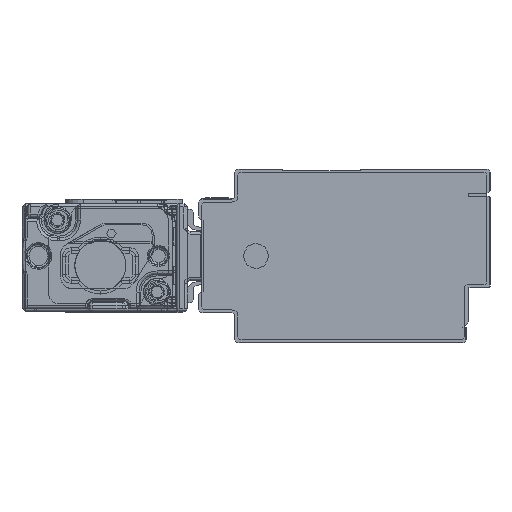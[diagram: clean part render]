
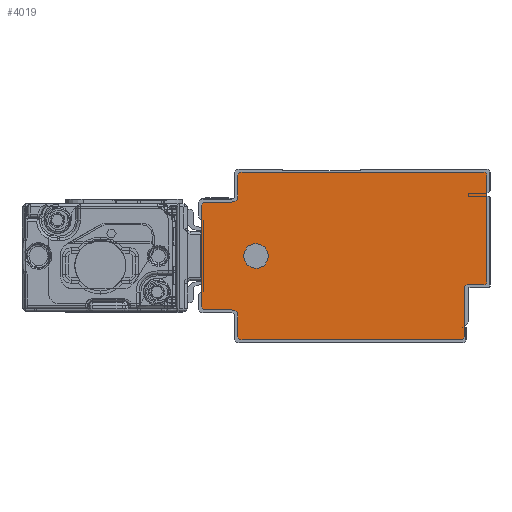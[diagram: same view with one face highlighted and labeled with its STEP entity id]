
A CAD part, left-side view. The second image highlights one B-rep face of the part: STEP entity #4019.
In plain terms, the highlighted planar face has unit normal (-1, 0, 0).
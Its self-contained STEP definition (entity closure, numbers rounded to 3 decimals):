
#1739=AXIS2_PLACEMENT_3D('Circle Axis2P3D',#1737,#1738,$) ;
#1777=AXIS2_PLACEMENT_3D('Circle Axis2P3D',#1775,#1776,$) ;
#1815=AXIS2_PLACEMENT_3D('Circle Axis2P3D',#1813,#1814,$) ;
#1853=AXIS2_PLACEMENT_3D('Circle Axis2P3D',#1851,#1852,$) ;
#3889=AXIS2_PLACEMENT_3D('Circle Axis2P3D',#3887,#3888,$) ;
#3909=AXIS2_PLACEMENT_3D('Plane Axis2P3D',#3906,#3907,#3908) ;
#3913=AXIS2_PLACEMENT_3D('Circle Axis2P3D',#3911,#3912,$) ;
#3927=AXIS2_PLACEMENT_3D('Circle Axis2P3D',#3925,#3926,$) ;
#3941=AXIS2_PLACEMENT_3D('Circle Axis2P3D',#3939,#3940,$) ;
#3955=AXIS2_PLACEMENT_3D('Circle Axis2P3D',#3953,#3954,$) ;
#3969=AXIS2_PLACEMENT_3D('Circle Axis2P3D',#3967,#3968,$) ;
#4003=AXIS2_PLACEMENT_3D('Circle Axis2P3D',#4001,#4002,$) ;
#4012=AXIS2_PLACEMENT_3D('Circle Axis2P3D',#4010,#4011,$) ;
#1695=CARTESIAN_POINT('Line Origine',(-2575.5,-3.5,19.1)) ;
#1699=CARTESIAN_POINT('Vertex',(-2575.5,-3.5,28.)) ;
#1701=CARTESIAN_POINT('Vertex',(-2575.5,-3.5,10.2)) ;
#1737=CARTESIAN_POINT('Axis2P3D Location',(-2575.5,-3.,28.)) ;
#1741=CARTESIAN_POINT('Vertex',(-2575.5,-3.,28.5)) ;
#1756=CARTESIAN_POINT('Line Origine',(-2575.5,17.25,28.5)) ;
#1760=CARTESIAN_POINT('Vertex',(-2575.5,37.5,28.5)) ;
#1775=CARTESIAN_POINT('Axis2P3D Location',(-2575.5,37.5,28.)) ;
#1779=CARTESIAN_POINT('Vertex',(-2575.5,38.,28.)) ;
#1794=CARTESIAN_POINT('Line Origine',(-2575.5,38.,26.25)) ;
#1798=CARTESIAN_POINT('Vertex',(-2575.5,38.,24.5)) ;
#1813=CARTESIAN_POINT('Axis2P3D Location',(-2575.5,39.,24.5)) ;
#1817=CARTESIAN_POINT('Vertex',(-2575.5,39.,23.5)) ;
#1832=CARTESIAN_POINT('Line Origine',(-2575.5,41.25,23.5)) ;
#1836=CARTESIAN_POINT('Vertex',(-2575.5,43.5,23.5)) ;
#1851=CARTESIAN_POINT('Axis2P3D Location',(-2575.5,43.5,23.)) ;
#1855=CARTESIAN_POINT('Vertex',(-2575.5,44.,23.)) ;
#1870=CARTESIAN_POINT('Line Origine',(-2575.5,44.,14.5)) ;
#1874=CARTESIAN_POINT('Vertex',(-2575.5,44.,6.)) ;
#3887=CARTESIAN_POINT('Axis2P3D Location',(-2575.5,-3.,10.2)) ;
#3891=CARTESIAN_POINT('Vertex',(-2575.5,-3.,9.7)) ;
#3906=CARTESIAN_POINT('Axis2P3D Location',(-2575.5,0.,0.)) ;
#3911=CARTESIAN_POINT('Axis2P3D Location',(-2575.5,43.5,6.)) ;
#3915=CARTESIAN_POINT('Vertex',(-2575.5,43.5,5.5)) ;
#3918=CARTESIAN_POINT('Line Origine',(-2575.5,41.25,5.5)) ;
#3922=CARTESIAN_POINT('Vertex',(-2575.5,39.,5.5)) ;
#3925=CARTESIAN_POINT('Axis2P3D Location',(-2575.5,39.,4.5)) ;
#3929=CARTESIAN_POINT('Vertex',(-2575.5,38.,4.5)) ;
#3932=CARTESIAN_POINT('Line Origine',(-2575.5,38.,2.75)) ;
#3936=CARTESIAN_POINT('Vertex',(-2575.5,38.,1.)) ;
#3939=CARTESIAN_POINT('Axis2P3D Location',(-2575.5,37.5,1.)) ;
#3943=CARTESIAN_POINT('Vertex',(-2575.5,37.5,0.5)) ;
#3946=CARTESIAN_POINT('Line Origine',(-2575.5,19.15,0.5)) ;
#3950=CARTESIAN_POINT('Vertex',(-2575.5,0.8,0.5)) ;
#3953=CARTESIAN_POINT('Axis2P3D Location',(-2575.5,0.8,1.)) ;
#3957=CARTESIAN_POINT('Vertex',(-2575.5,0.3,1.)) ;
#3960=CARTESIAN_POINT('Line Origine',(-2575.5,0.3,5.1)) ;
#3964=CARTESIAN_POINT('Vertex',(-2575.5,0.3,9.2)) ;
#3967=CARTESIAN_POINT('Axis2P3D Location',(-2575.5,-0.2,9.2)) ;
#3971=CARTESIAN_POINT('Vertex',(-2575.5,-0.2,9.7)) ;
#3974=CARTESIAN_POINT('Line Origine',(-2575.5,-1.6,9.7)) ;
#4001=CARTESIAN_POINT('Axis2P3D Location',(-2575.5,35.,14.5)) ;
#4005=CARTESIAN_POINT('Vertex',(-2575.5,33.186,13.509)) ;
#4007=CARTESIAN_POINT('Vertex',(-2575.5,36.814,15.491)) ;
#4010=CARTESIAN_POINT('Axis2P3D Location',(-2575.5,35.,14.5)) ;
#1696=DIRECTION('Vector Direction',(0.,0.,-1.)) ;
#1738=DIRECTION('Axis2P3D Direction',(1.,0.,0.)) ;
#1757=DIRECTION('Vector Direction',(0.,1.,0.)) ;
#1776=DIRECTION('Axis2P3D Direction',(1.,0.,0.)) ;
#1795=DIRECTION('Vector Direction',(0.,0.,1.)) ;
#1814=DIRECTION('Axis2P3D Direction',(1.,0.,0.)) ;
#1833=DIRECTION('Vector Direction',(0.,1.,0.)) ;
#1852=DIRECTION('Axis2P3D Direction',(1.,0.,0.)) ;
#1871=DIRECTION('Vector Direction',(0.,0.,1.)) ;
#3888=DIRECTION('Axis2P3D Direction',(1.,0.,0.)) ;
#3907=DIRECTION('Axis2P3D Direction',(1.,0.,0.)) ;
#3908=DIRECTION('Axis2P3D XDirection',(0.,1.,0.)) ;
#3912=DIRECTION('Axis2P3D Direction',(1.,0.,0.)) ;
#3919=DIRECTION('Vector Direction',(0.,-1.,0.)) ;
#3926=DIRECTION('Axis2P3D Direction',(1.,0.,0.)) ;
#3933=DIRECTION('Vector Direction',(0.,0.,1.)) ;
#3940=DIRECTION('Axis2P3D Direction',(1.,0.,0.)) ;
#3947=DIRECTION('Vector Direction',(0.,-1.,0.)) ;
#3954=DIRECTION('Axis2P3D Direction',(1.,0.,0.)) ;
#3961=DIRECTION('Vector Direction',(0.,0.,-1.)) ;
#3968=DIRECTION('Axis2P3D Direction',(1.,0.,0.)) ;
#3975=DIRECTION('Vector Direction',(0.,1.,0.)) ;
#4002=DIRECTION('Axis2P3D Direction',(1.,0.,0.)) ;
#4011=DIRECTION('Axis2P3D Direction',(1.,0.,0.)) ;
#1697=VECTOR('Line Direction',#1696,1.) ;
#1758=VECTOR('Line Direction',#1757,1.) ;
#1796=VECTOR('Line Direction',#1795,1.) ;
#1834=VECTOR('Line Direction',#1833,1.) ;
#1872=VECTOR('Line Direction',#1871,1.) ;
#3920=VECTOR('Line Direction',#3919,1.) ;
#3934=VECTOR('Line Direction',#3933,1.) ;
#3948=VECTOR('Line Direction',#3947,1.) ;
#3962=VECTOR('Line Direction',#3961,1.) ;
#3976=VECTOR('Line Direction',#3975,1.) ;
#3980=ORIENTED_EDGE('',*,*,#1762,.F.) ;
#3981=ORIENTED_EDGE('',*,*,#1781,.F.) ;
#3982=ORIENTED_EDGE('',*,*,#1800,.F.) ;
#3983=ORIENTED_EDGE('',*,*,#1819,.F.) ;
#3984=ORIENTED_EDGE('',*,*,#1838,.F.) ;
#3985=ORIENTED_EDGE('',*,*,#1857,.F.) ;
#3986=ORIENTED_EDGE('',*,*,#1876,.F.) ;
#3987=ORIENTED_EDGE('',*,*,#3917,.F.) ;
#3988=ORIENTED_EDGE('',*,*,#3924,.F.) ;
#3989=ORIENTED_EDGE('',*,*,#3931,.F.) ;
#3990=ORIENTED_EDGE('',*,*,#3938,.F.) ;
#3991=ORIENTED_EDGE('',*,*,#3945,.F.) ;
#3992=ORIENTED_EDGE('',*,*,#3952,.F.) ;
#3993=ORIENTED_EDGE('',*,*,#3959,.F.) ;
#3994=ORIENTED_EDGE('',*,*,#3966,.F.) ;
#3995=ORIENTED_EDGE('',*,*,#3973,.F.) ;
#3996=ORIENTED_EDGE('',*,*,#3978,.F.) ;
#3997=ORIENTED_EDGE('',*,*,#3893,.F.) ;
#3998=ORIENTED_EDGE('',*,*,#1703,.F.) ;
#3999=ORIENTED_EDGE('',*,*,#1743,.F.) ;
#4016=ORIENTED_EDGE('',*,*,#4009,.T.) ;
#4017=ORIENTED_EDGE('',*,*,#4014,.T.) ;
#4018=FACE_BOUND('',#4015,.T.) ;
#4019=ADVANCED_FACE('\X2\FF8EFF9EFF83FF9EFF68FF70\X0\.2',(#4000,#4018),#3910,.F.) ;
#1740=CIRCLE('generated circle',#1739,0.5) ;
#1778=CIRCLE('generated circle',#1777,0.5) ;
#1816=CIRCLE('generated circle',#1815,1.) ;
#1854=CIRCLE('generated circle',#1853,0.5) ;
#3890=CIRCLE('generated circle',#3889,0.5) ;
#3914=CIRCLE('generated circle',#3913,0.5) ;
#3928=CIRCLE('generated circle',#3927,1.) ;
#3942=CIRCLE('generated circle',#3941,0.5) ;
#3956=CIRCLE('generated circle',#3955,0.5) ;
#3970=CIRCLE('generated circle',#3969,0.5) ;
#4004=CIRCLE('generated circle',#4003,2.067) ;
#4013=CIRCLE('generated circle',#4012,2.067) ;
#1703=EDGE_CURVE('',#1700,#1702,#1698,.T.) ;
#1743=EDGE_CURVE('',#1742,#1700,#1740,.T.) ;
#1762=EDGE_CURVE('',#1761,#1742,#1759,.F.) ;
#1781=EDGE_CURVE('',#1780,#1761,#1778,.T.) ;
#1800=EDGE_CURVE('',#1799,#1780,#1797,.T.) ;
#1819=EDGE_CURVE('',#1818,#1799,#1816,.F.) ;
#1838=EDGE_CURVE('',#1837,#1818,#1835,.F.) ;
#1857=EDGE_CURVE('',#1856,#1837,#1854,.T.) ;
#1876=EDGE_CURVE('',#1875,#1856,#1873,.T.) ;
#3893=EDGE_CURVE('',#1702,#3892,#3890,.T.) ;
#3917=EDGE_CURVE('',#3916,#1875,#3914,.T.) ;
#3924=EDGE_CURVE('',#3923,#3916,#3921,.F.) ;
#3931=EDGE_CURVE('',#3930,#3923,#3928,.F.) ;
#3938=EDGE_CURVE('',#3937,#3930,#3935,.T.) ;
#3945=EDGE_CURVE('',#3944,#3937,#3942,.T.) ;
#3952=EDGE_CURVE('',#3951,#3944,#3949,.F.) ;
#3959=EDGE_CURVE('',#3958,#3951,#3956,.T.) ;
#3966=EDGE_CURVE('',#3965,#3958,#3963,.T.) ;
#3973=EDGE_CURVE('',#3972,#3965,#3970,.F.) ;
#3978=EDGE_CURVE('',#3892,#3972,#3977,.T.) ;
#4009=EDGE_CURVE('',#4006,#4008,#4004,.T.) ;
#4014=EDGE_CURVE('',#4008,#4006,#4013,.T.) ;
#3979=EDGE_LOOP('',(#3980,#3981,#3982,#3983,#3984,#3985,#3986,#3987,#3988,#3989,#3990,#3991,#3992,#3993,#3994,#3995,#3996,#3997,#3998,#3999)) ;
#4015=EDGE_LOOP('',(#4016,#4017)) ;
#4000=FACE_OUTER_BOUND('',#3979,.T.) ;
#1698=LINE('Line',#1695,#1697) ;
#1759=LINE('Line',#1756,#1758) ;
#1797=LINE('Line',#1794,#1796) ;
#1835=LINE('Line',#1832,#1834) ;
#1873=LINE('Line',#1870,#1872) ;
#3921=LINE('Line',#3918,#3920) ;
#3935=LINE('Line',#3932,#3934) ;
#3949=LINE('Line',#3946,#3948) ;
#3963=LINE('Line',#3960,#3962) ;
#3977=LINE('Line',#3974,#3976) ;
#3910=PLANE('Plane',#3909) ;
#1700=VERTEX_POINT('',#1699) ;
#1702=VERTEX_POINT('',#1701) ;
#1742=VERTEX_POINT('',#1741) ;
#1761=VERTEX_POINT('',#1760) ;
#1780=VERTEX_POINT('',#1779) ;
#1799=VERTEX_POINT('',#1798) ;
#1818=VERTEX_POINT('',#1817) ;
#1837=VERTEX_POINT('',#1836) ;
#1856=VERTEX_POINT('',#1855) ;
#1875=VERTEX_POINT('',#1874) ;
#3892=VERTEX_POINT('',#3891) ;
#3916=VERTEX_POINT('',#3915) ;
#3923=VERTEX_POINT('',#3922) ;
#3930=VERTEX_POINT('',#3929) ;
#3937=VERTEX_POINT('',#3936) ;
#3944=VERTEX_POINT('',#3943) ;
#3951=VERTEX_POINT('',#3950) ;
#3958=VERTEX_POINT('',#3957) ;
#3965=VERTEX_POINT('',#3964) ;
#3972=VERTEX_POINT('',#3971) ;
#4006=VERTEX_POINT('',#4005) ;
#4008=VERTEX_POINT('',#4007) ;
